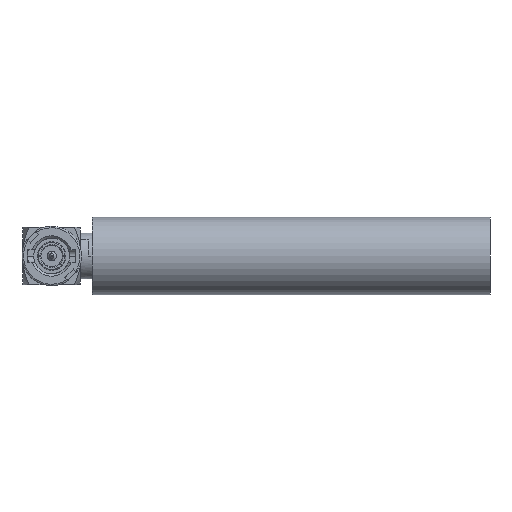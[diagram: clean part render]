
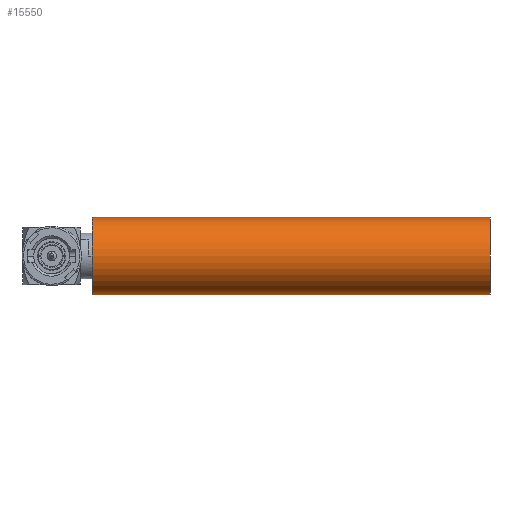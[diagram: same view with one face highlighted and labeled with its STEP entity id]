
A CAD part, left-side view. The second image highlights one B-rep face of the part: STEP entity #15550.
In plain terms, the highlighted cylindrical face has radius 5.05 mm (diameter 10.1 mm), a partial arc.
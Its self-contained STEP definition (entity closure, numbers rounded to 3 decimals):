
#425=DIRECTION('',(0.,-1.,0.));
#426=VECTOR('',#425,51.82);
#427=CARTESIAN_POINT('',(-3.125,-5.25,-5.05));
#428=LINE('',#427,#426);
#429=CARTESIAN_POINT('',(-3.125,-5.25,0.));
#430=DIRECTION('',(0.,1.,0.));
#431=DIRECTION('',(0.,0.,-1.));
#432=AXIS2_PLACEMENT_3D('',#429,#430,#431);
#434=DIRECTION('',(0.,-1.,0.));
#435=VECTOR('',#434,51.82);
#436=CARTESIAN_POINT('',(-3.125,-5.25,5.05));
#437=LINE('',#436,#435);
#448=CARTESIAN_POINT('',(-3.125,-57.07,0.));
#449=DIRECTION('',(0.,1.,0.));
#450=DIRECTION('',(0.,0.,-1.));
#451=AXIS2_PLACEMENT_3D('',#448,#449,#450);
#15087=CARTESIAN_POINT('',(-3.125,-5.25,-5.05));
#15088=CARTESIAN_POINT('',(-3.125,-57.07,-5.05));
#15089=VERTEX_POINT('',#15087);
#15090=VERTEX_POINT('',#15088);
#15091=CARTESIAN_POINT('',(-3.125,-5.25,5.05));
#15092=CARTESIAN_POINT('',(-3.125,-57.07,5.05));
#15093=VERTEX_POINT('',#15091);
#15094=VERTEX_POINT('',#15092);
#15536=CARTESIAN_POINT('',(-3.125,-57.07,0.));
#15537=DIRECTION('',(0.,-1.,0.));
#15538=DIRECTION('',(0.,0.,-1.));
#15539=AXIS2_PLACEMENT_3D('',#15536,#15537,#15538);
#15540=CYLINDRICAL_SURFACE('',#15539,5.05);
#15542=ORIENTED_EDGE('',*,*,#15541,.F.);
#15543=ORIENTED_EDGE('',*,*,#15524,.T.);
#15545=ORIENTED_EDGE('',*,*,#15544,.T.);
#15547=ORIENTED_EDGE('',*,*,#15546,.F.);
#15548=EDGE_LOOP('',(#15542,#15543,#15545,#15547));
#15549=FACE_OUTER_BOUND('',#15548,.F.);
#15550=ADVANCED_FACE('',(#15549),#15540,.T.);
#433=CIRCLE('',#432,5.05);
#452=CIRCLE('',#451,5.05);
#15524=EDGE_CURVE('',#15089,#15093,#433,.T.);
#15541=EDGE_CURVE('',#15089,#15090,#428,.T.);
#15544=EDGE_CURVE('',#15093,#15094,#437,.T.);
#15546=EDGE_CURVE('',#15090,#15094,#452,.T.);
